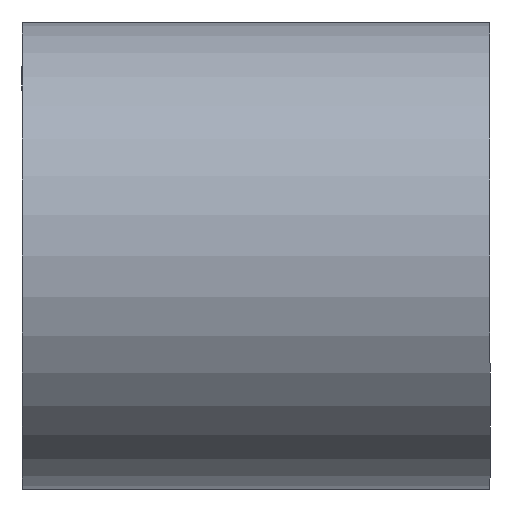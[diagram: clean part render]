
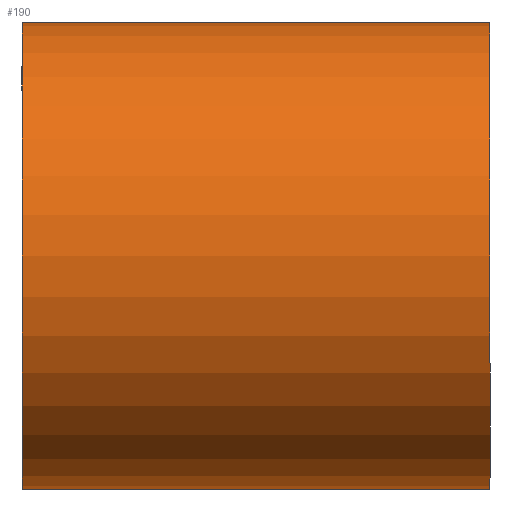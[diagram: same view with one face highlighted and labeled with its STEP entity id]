
A CAD part, front view. The second image highlights one B-rep face of the part: STEP entity #190.
In plain terms, the highlighted cylindrical face has radius 5 mm (diameter 10 mm), a partial arc.
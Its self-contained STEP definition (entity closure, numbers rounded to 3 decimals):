
#22 = VERTEX_POINT('',#23);
#23 = CARTESIAN_POINT('',(0.,0.,5.));
#31 = EDGE_CURVE('',#22,#32,#34,.T.);
#32 = VERTEX_POINT('',#33);
#33 = CARTESIAN_POINT('',(10.,0.,5.));
#34 = LINE('',#35,#36);
#35 = CARTESIAN_POINT('',(0.,0.,5.));
#36 = VECTOR('',#37,1.);
#37 = DIRECTION('',(1.,0.,0.));
#111 = EDGE_CURVE('',#22,#112,#114,.T.);
#112 = VERTEX_POINT('',#113);
#113 = CARTESIAN_POINT('',(0.,0.,-5.));
#114 = CIRCLE('',#115,5.);
#115 = AXIS2_PLACEMENT_3D('',#116,#117,#118);
#116 = CARTESIAN_POINT('',(0.,0.,0.));
#117 = DIRECTION('',(1.,0.,0.));
#118 = DIRECTION('',(0.,1.,0.));
#190 = ADVANCED_FACE('',(#191),#210,.T.);
#191 = FACE_BOUND('',#192,.F.);
#192 = EDGE_LOOP('',(#193,#194,#203,#209));
#193 = ORIENTED_EDGE('',*,*,#31,.T.);
#194 = ORIENTED_EDGE('',*,*,#195,.T.);
#195 = EDGE_CURVE('',#32,#196,#198,.T.);
#196 = VERTEX_POINT('',#197);
#197 = CARTESIAN_POINT('',(10.,0.,-5.));
#198 = CIRCLE('',#199,5.);
#199 = AXIS2_PLACEMENT_3D('',#200,#201,#202);
#200 = CARTESIAN_POINT('',(10.,0.,0.));
#201 = DIRECTION('',(1.,0.,0.));
#202 = DIRECTION('',(0.,1.,0.));
#203 = ORIENTED_EDGE('',*,*,#204,.F.);
#204 = EDGE_CURVE('',#112,#196,#205,.T.);
#205 = LINE('',#206,#207);
#206 = CARTESIAN_POINT('',(0.,0.,-5.));
#207 = VECTOR('',#208,1.);
#208 = DIRECTION('',(1.,0.,0.));
#209 = ORIENTED_EDGE('',*,*,#111,.F.);
#210 = CYLINDRICAL_SURFACE('',#211,5.);
#211 = AXIS2_PLACEMENT_3D('',#212,#213,#214);
#212 = CARTESIAN_POINT('',(0.,0.,0.));
#213 = DIRECTION('',(-1.,0.,0.));
#214 = DIRECTION('',(0.,1.,0.));
